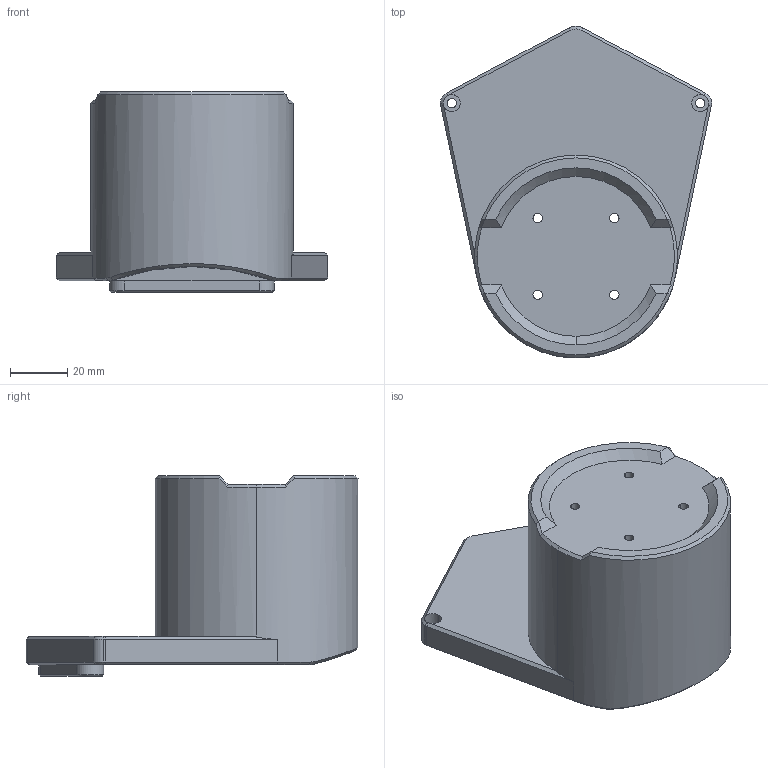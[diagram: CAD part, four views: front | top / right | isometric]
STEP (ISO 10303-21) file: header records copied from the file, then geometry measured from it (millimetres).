
FILE_DESCRIPTION (( 'STEP AP214' ), '1' );
FILE_NAME ('肩部固定件，数量2.STEP', '2025-07-21T03:54:45', ( '' ), ( '' ), 'SwSTEP 2.0', 'SolidWorks 2021', '' );
FILE_SCHEMA (( 'AUTOMOTIVE_DESIGN' ));
Length unit declared in the file: millimetre
Products named in the file (1): 潛窒嘐隅璃ㄛ杅講2
Bounding box: 94.97 x 116.28 x 70.25 mm (x, y, z)
Volume: 154016.2 mm3; surface area: 43415.5 mm2
Topology: 2 solids, 2 shells, 117 faces, 294 edges, 185 vertices
Faces by surface type: cylinder 42, plane 37, cone 25, bspline 13
Entity records: 6062 total; most frequent: CARTESIAN_POINT 3283, ORIENTED_EDGE 588, DIRECTION 546, EDGE_CURVE 294, AXIS2_PLACEMENT_3D 217, VERTEX_POINT 185, EDGE_LOOP 133, FACE_OUTER_BOUND 117
